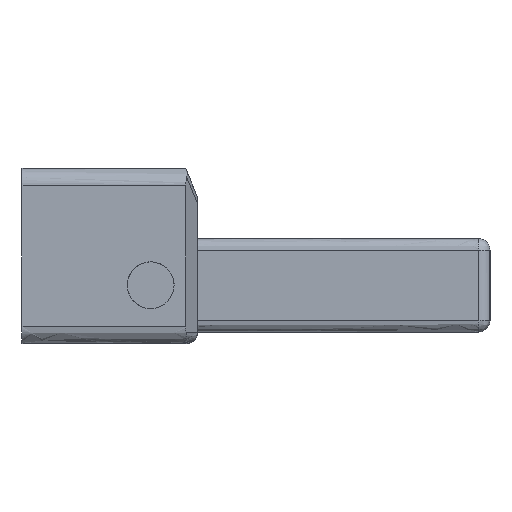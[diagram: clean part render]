
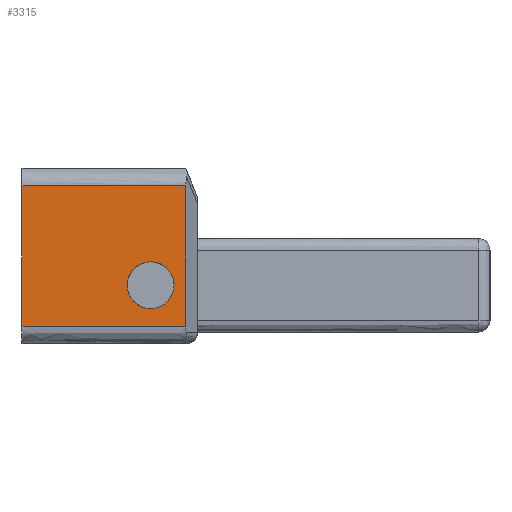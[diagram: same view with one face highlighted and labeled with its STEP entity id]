
A CAD part, left-side view. The second image highlights one B-rep face of the part: STEP entity #3315.
In plain terms, the highlighted free-form (B-spline) face has degree [1, 1] with [2, 2] control points.
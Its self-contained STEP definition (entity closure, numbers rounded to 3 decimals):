
#1168=CARTESIAN_POINT('',(32.0,0.0,13.0));
#1169=VERTEX_POINT('',#1168);
#1170=CARTESIAN_POINT('',(32.0,-1.994,11.157));
#1171=VERTEX_POINT('',#1170);
#1172=CARTESIAN_POINT('',(32.0,0.0,13.0));
#1173=CARTESIAN_POINT('',(32.,-1.849,13.0));
#1174=CARTESIAN_POINT('',(32.,-1.994,11.157));
#1182=(BOUNDED_CURVE()B_SPLINE_CURVE(2,(#1172,#1173,#1174),.UNSPECIFIED.,.F.,.U.)B_SPLINE_CURVE_WITH_KNOTS((3,3),(0.0,0.236),.UNSPECIFIED.)CURVE()GEOMETRIC_REPRESENTATION_ITEM()RATIONAL_B_SPLINE_CURVE((1.0,0.723,0.97))REPRESENTATION_ITEM(''));
#1183=EDGE_CURVE('',#1169,#1171,#1182,.T.);
#1185=CARTESIAN_POINT('',(32.0,1.994,10.843));
#1186=VERTEX_POINT('',#1185);
#1187=CARTESIAN_POINT('',(32.,1.994,10.843));
#1188=CARTESIAN_POINT('',(32.0,2.,10.921));
#1189=CARTESIAN_POINT('',(32.0,2.0,11.0));
#1190=CARTESIAN_POINT('',(32.,2.,13.));
#1191=CARTESIAN_POINT('',(32.0,0.0,13.0));
#1199=(BOUNDED_CURVE()B_SPLINE_CURVE(2,(#1187,#1188,#1189,#1190,#1191),.UNSPECIFIED.,.F.,.U.)B_SPLINE_CURVE_WITH_KNOTS((3,2,3),(0.736,0.75,1.0),.UNSPECIFIED.)CURVE()GEOMETRIC_REPRESENTATION_ITEM()RATIONAL_B_SPLINE_CURVE((0.97,0.984,1.0,0.707,1.0))REPRESENTATION_ITEM(''));
#1200=EDGE_CURVE('',#1186,#1169,#1199,.T.);
#1267=CARTESIAN_POINT('',(32.0,0.0,9.0));
#1268=VERTEX_POINT('',#1267);
#1269=CARTESIAN_POINT('',(32.,-1.994,11.157));
#1270=CARTESIAN_POINT('',(32.0,-2.0,11.079));
#1271=CARTESIAN_POINT('',(32.0,-2.0,11.0));
#1272=CARTESIAN_POINT('',(32.,-2.,9.));
#1273=CARTESIAN_POINT('',(32.0,0.0,9.0));
#1281=(BOUNDED_CURVE()B_SPLINE_CURVE(2,(#1269,#1270,#1271,#1272,#1273),.UNSPECIFIED.,.F.,.U.)B_SPLINE_CURVE_WITH_KNOTS((3,2,3),(0.236,0.25,0.5),.UNSPECIFIED.)CURVE()GEOMETRIC_REPRESENTATION_ITEM()RATIONAL_B_SPLINE_CURVE((0.97,0.984,1.0,0.707,1.0))REPRESENTATION_ITEM(''));
#1282=EDGE_CURVE('',#1171,#1268,#1281,.T.);
#1316=CARTESIAN_POINT('',(32.0,0.0,9.0));
#1317=CARTESIAN_POINT('',(32.,1.849,9.));
#1318=CARTESIAN_POINT('',(32.,1.994,10.843));
#1326=(BOUNDED_CURVE()B_SPLINE_CURVE(2,(#1316,#1317,#1318),.UNSPECIFIED.,.F.,.U.)B_SPLINE_CURVE_WITH_KNOTS((3,3),(0.5,0.736),.UNSPECIFIED.)CURVE()GEOMETRIC_REPRESENTATION_ITEM()RATIONAL_B_SPLINE_CURVE((1.0,0.723,0.97))REPRESENTATION_ITEM(''));
#1327=EDGE_CURVE('',#1268,#1186,#1326,.T.);
#2770=CARTESIAN_POINT('',(32.0,-3.5,14.0));
#2771=VERTEX_POINT('',#2770);
#2785=CARTESIAN_POINT('',(32.0,-3.5,0.0));
#2786=VERTEX_POINT('',#2785);
#2787=CARTESIAN_POINT('',(32.0,-3.5,0.0));
#2788=CARTESIAN_POINT('',(32.0,-3.5,14.0));
#2789=QUASI_UNIFORM_CURVE('',1,(#2787,#2788),.UNSPECIFIED.,.F.,.U.);
#2790=EDGE_CURVE('',#2786,#2771,#2789,.T.);
#2943=CARTESIAN_POINT('',(32.0,8.5,14.0));
#2944=VERTEX_POINT('',#2943);
#2945=CARTESIAN_POINT('',(32.0,8.5,0.0));
#2946=VERTEX_POINT('',#2945);
#2947=CARTESIAN_POINT('',(32.0,8.5,14.0));
#2948=CARTESIAN_POINT('',(32.0,8.5,0.0));
#2949=QUASI_UNIFORM_CURVE('',1,(#2947,#2948),.UNSPECIFIED.,.F.,.U.);
#2950=EDGE_CURVE('',#2944,#2946,#2949,.T.);
#3240=CARTESIAN_POINT('',(32.0,-3.5,14.0));
#3241=CARTESIAN_POINT('',(32.0,8.5,14.0));
#3242=QUASI_UNIFORM_CURVE('',1,(#3240,#3241),.UNSPECIFIED.,.F.,.U.);
#3243=EDGE_CURVE('',#2771,#2944,#3242,.T.);
#3269=CARTESIAN_POINT('',(32.0,-3.5,0.0));
#3270=CARTESIAN_POINT('',(32.0,8.5,0.0));
#3271=QUASI_UNIFORM_CURVE('',1,(#3269,#3270),.UNSPECIFIED.,.F.,.U.);
#3272=EDGE_CURVE('',#2786,#2946,#3271,.T.);
#3298=CARTESIAN_POINT('',(32.0,-4.099,-0.699));
#3299=CARTESIAN_POINT('',(32.0,-4.099,14.699));
#3300=CARTESIAN_POINT('',(32.0,9.099,-0.699));
#3301=CARTESIAN_POINT('',(32.0,9.099,14.699));
#3302=B_SPLINE_SURFACE_WITH_KNOTS('',1,1,((#3298,#3300),(#3299,#3301)),.UNSPECIFIED.,.F.,.F.,.U.,(2,2),(2,2),(0.0,15.399),(0.0,13.199),.UNSPECIFIED.);
#3303=ORIENTED_EDGE('',*,*,#3243,.T.);
#3304=ORIENTED_EDGE('',*,*,#2950,.T.);
#3305=ORIENTED_EDGE('',*,*,#3272,.F.);
#3306=ORIENTED_EDGE('',*,*,#2790,.T.);
#3307=EDGE_LOOP('',(#3303,#3304,#3305,#3306));
#3308=FACE_OUTER_BOUND('',#3307,.T.);
#3309=ORIENTED_EDGE('',*,*,#1327,.T.);
#3310=ORIENTED_EDGE('',*,*,#1200,.T.);
#3311=ORIENTED_EDGE('',*,*,#1183,.T.);
#3312=ORIENTED_EDGE('',*,*,#1282,.T.);
#3313=EDGE_LOOP('',(#3309,#3310,#3311,#3312));
#3314=FACE_BOUND('',#3313,.T.);
#3315=ADVANCED_FACE('',(#3308,#3314),#3302,.T.);
